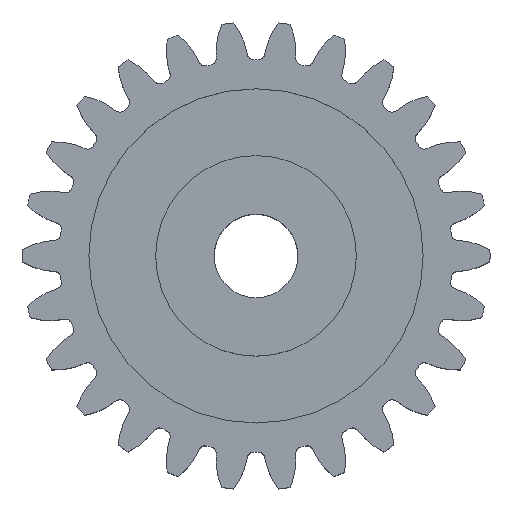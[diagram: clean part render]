
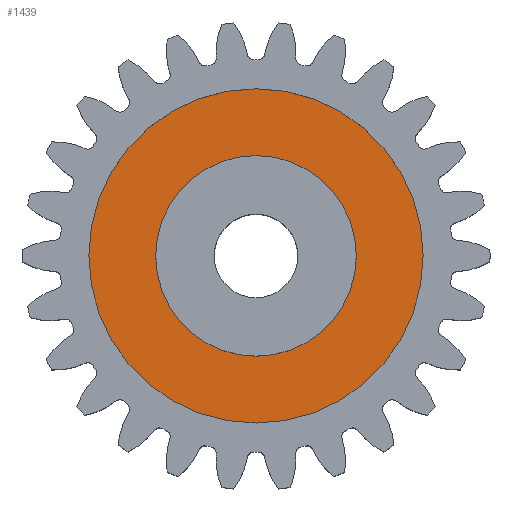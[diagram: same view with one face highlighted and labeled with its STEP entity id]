
A CAD part, top view. The second image highlights one B-rep face of the part: STEP entity #1439.
In plain terms, the highlighted planar face has unit normal (0, 0, 1).
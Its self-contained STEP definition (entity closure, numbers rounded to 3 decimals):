
#260 = CIRCLE ( 'NONE', #262, 12. ) ;
#262 = AXIS2_PLACEMENT_3D ( 'NONE', #263, #275, #274 ) ;
#263 = CARTESIAN_POINT ( 'NONE',  ( 0., 0., 10.5 ) ) ;
#274 = DIRECTION ( 'NONE',  ( -1., 0., 0. ) ) ;
#275 = DIRECTION ( 'NONE',  ( 0., 0., -1. ) ) ;
#475 = CARTESIAN_POINT ( 'NONE',  ( -12., 0., 10.5 ) ) ;
#548 = CARTESIAN_POINT ( 'NONE',  ( 12., 0., 10.5 ) ) ;
#570 = CARTESIAN_POINT ( 'NONE',  ( 20., 0., 10.5 ) ) ;
#1439 = ADVANCED_FACE ( 'NONE', ( #3616, #3627 ), #3663, .F. ) ;
#1440 = ORIENTED_EDGE ( 'NONE', *, *, #1449, .T. ) ;
#1441 = EDGE_LOOP ( 'NONE', ( #1442, #1444 ) ) ;
#1442 = ORIENTED_EDGE ( 'NONE', *, *, #1457, .F. ) ;
#1444 = ORIENTED_EDGE ( 'NONE', *, *, #4083, .F. ) ;
#1449 = EDGE_CURVE ( 'NONE', #4254, #4319, #3660, .T. ) ;
#1451 = EDGE_LOOP ( 'NONE', ( #1468, #1440 ) ) ;
#1457 = EDGE_CURVE ( 'NONE', #4087, #4268, #3647, .T. ) ;
#1468 = ORIENTED_EDGE ( 'NONE', *, *, #4323, .T. ) ;
#3614 = DIRECTION ( 'NONE',  ( 0., 0., -1. ) ) ;
#3616 = FACE_BOUND ( 'NONE', #1451, .T. ) ;
#3627 = FACE_OUTER_BOUND ( 'NONE', #1441, .T. ) ;
#3644 = DIRECTION ( 'NONE',  ( 0., 0., -1. ) ) ;
#3645 = CARTESIAN_POINT ( 'NONE',  ( 0., 0., 10.5 ) ) ;
#3646 = AXIS2_PLACEMENT_3D ( 'NONE', #3645, #3644, #3695 ) ;
#3647 = CIRCLE ( 'NONE', #3646, 20. ) ;
#3650 = DIRECTION ( 'NONE',  ( -1., 0., 0. ) ) ;
#3651 = DIRECTION ( 'NONE',  ( 0., 0., -1. ) ) ;
#3652 = CARTESIAN_POINT ( 'NONE',  ( 0., 0., 10.5 ) ) ;
#3653 = AXIS2_PLACEMENT_3D ( 'NONE', #3652, #3651, #3650 ) ;
#3660 = CIRCLE ( 'NONE', #3653, 12. ) ;
#3661 = DIRECTION ( 'NONE',  ( -1., 0., 0. ) ) ;
#3663 = PLANE ( 'NONE',  #3672 ) ;
#3670 = CARTESIAN_POINT ( 'NONE',  ( 0., 0., 10.5 ) ) ;
#3672 = AXIS2_PLACEMENT_3D ( 'NONE', #3670, #3614, #3661 ) ;
#3695 = DIRECTION ( 'NONE',  ( -1., 0., 0. ) ) ;
#4083 = EDGE_CURVE ( 'NONE', #4268, #4087, #6387, .T. ) ;
#4087 = VERTEX_POINT ( 'NONE', #6385 ) ;
#4254 = VERTEX_POINT ( 'NONE', #548 ) ;
#4268 = VERTEX_POINT ( 'NONE', #570 ) ;
#4319 = VERTEX_POINT ( 'NONE', #475 ) ;
#4323 = EDGE_CURVE ( 'NONE', #4319, #4254, #260, .T. ) ;
#6379 = DIRECTION ( 'NONE',  ( -1., 0., 0. ) ) ;
#6380 = DIRECTION ( 'NONE',  ( 0., 0., -1. ) ) ;
#6381 = AXIS2_PLACEMENT_3D ( 'NONE', #6392, #6380, #6379 ) ;
#6385 = CARTESIAN_POINT ( 'NONE',  ( -20., 0., 10.5 ) ) ;
#6387 = CIRCLE ( 'NONE', #6381, 20. ) ;
#6392 = CARTESIAN_POINT ( 'NONE',  ( 0., 0., 10.5 ) ) ;
